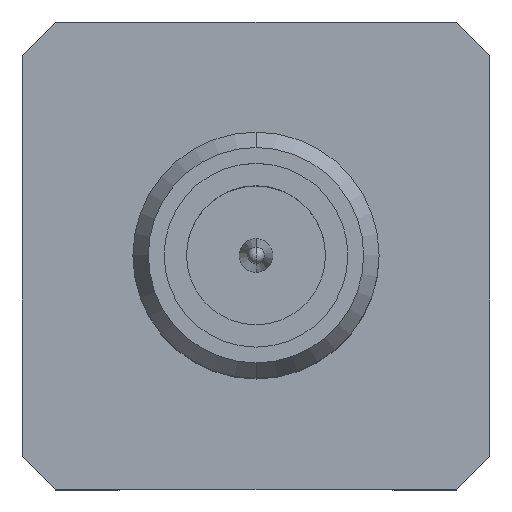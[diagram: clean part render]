
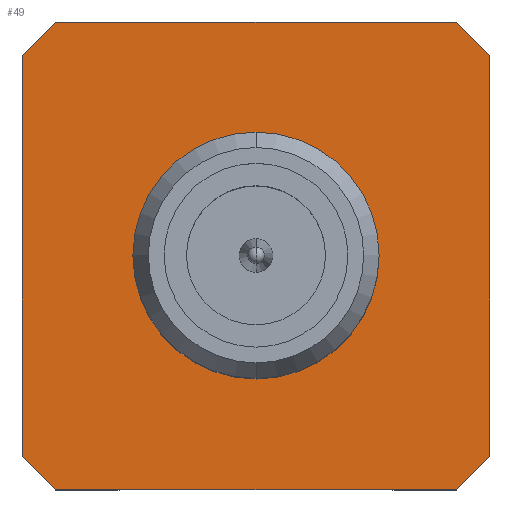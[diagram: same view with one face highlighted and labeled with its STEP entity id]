
A CAD part, top view. The second image highlights one B-rep face of the part: STEP entity #49.
In plain terms, the highlighted planar face has unit normal (0, 0, 1).
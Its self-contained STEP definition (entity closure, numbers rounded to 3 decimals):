
#49=ADVANCED_FACE('',(#119,#120),#121,.F.);
#119=FACE_OUTER_BOUND('',#256,.T.);
#120=FACE_BOUND('',#257,.T.);
#121=PLANE('',#258);
#256=EDGE_LOOP('',(#408,#409,#410,#411,#412,#413,#414,#415));
#257=EDGE_LOOP('',(#416,#417));
#258=AXIS2_PLACEMENT_3D('',#418,#419,#420);
#408=ORIENTED_EDGE('',*,*,#920,.F.);
#409=ORIENTED_EDGE('',*,*,#921,.T.);
#410=ORIENTED_EDGE('',*,*,#922,.F.);
#411=ORIENTED_EDGE('',*,*,#923,.T.);
#412=ORIENTED_EDGE('',*,*,#924,.F.);
#413=ORIENTED_EDGE('',*,*,#925,.T.);
#414=ORIENTED_EDGE('',*,*,#926,.F.);
#415=ORIENTED_EDGE('',*,*,#927,.T.);
#416=ORIENTED_EDGE('',*,*,#928,.F.);
#417=ORIENTED_EDGE('',*,*,#919,.F.);
#418=CARTESIAN_POINT('',(0.0,0.0,-5.8));
#419=DIRECTION('',(0.0,0.0,-1.0));
#420=DIRECTION('',(0.0,-1.0,0.0));
#919=EDGE_CURVE('',#1089,#1084,#1091,.T.);
#920=EDGE_CURVE('',#1092,#1093,#1094,.T.);
#921=EDGE_CURVE('',#1092,#1095,#1096,.T.);
#922=EDGE_CURVE('',#1097,#1095,#1098,.T.);
#923=EDGE_CURVE('',#1097,#1099,#1100,.T.);
#924=EDGE_CURVE('',#1101,#1099,#1102,.T.);
#925=EDGE_CURVE('',#1101,#1103,#1104,.T.);
#926=EDGE_CURVE('',#1105,#1103,#1106,.T.);
#927=EDGE_CURVE('',#1105,#1093,#1107,.T.);
#928=EDGE_CURVE('',#1084,#1089,#1108,.T.);
#1084=VERTEX_POINT('',#1352);
#1089=VERTEX_POINT('',#1358);
#1091=CIRCLE('',#1361,1.843);
#1092=VERTEX_POINT('',#1362);
#1093=VERTEX_POINT('',#1363);
#1094=LINE('',#1364,#1365);
#1095=VERTEX_POINT('',#1366);
#1096=LINE('',#1367,#1368);
#1097=VERTEX_POINT('',#1369);
#1098=LINE('',#1370,#1371);
#1099=VERTEX_POINT('',#1372);
#1100=LINE('',#1373,#1374);
#1101=VERTEX_POINT('',#1375);
#1102=LINE('',#1376,#1377);
#1103=VERTEX_POINT('',#1378);
#1104=LINE('',#1379,#1380);
#1105=VERTEX_POINT('',#1381);
#1106=LINE('',#1382,#1383);
#1107=LINE('',#1384,#1385);
#1108=CIRCLE('',#1386,1.843);
#1352=CARTESIAN_POINT('',(0.0,-1.843,-5.8));
#1358=CARTESIAN_POINT('',(0.0,1.843,-5.8));
#1361=AXIS2_PLACEMENT_3D('',#1743,#1744,#1745);
#1362=CARTESIAN_POINT('',(3.0,-3.5,-5.8));
#1363=CARTESIAN_POINT('',(-3.0,-3.5,-5.8));
#1364=CARTESIAN_POINT('',(3.0,-3.5,-5.8));
#1365=VECTOR('',#1746,6.0);
#1366=CARTESIAN_POINT('',(3.5,-3.0,-5.8));
#1367=CARTESIAN_POINT('',(3.0,-3.5,-5.8));
#1368=VECTOR('',#1747,0.707);
#1369=CARTESIAN_POINT('',(3.5,3.0,-5.8));
#1370=CARTESIAN_POINT('',(3.5,3.0,-5.8));
#1371=VECTOR('',#1748,6.0);
#1372=CARTESIAN_POINT('',(3.0,3.5,-5.8));
#1373=CARTESIAN_POINT('',(3.5,3.0,-5.8));
#1374=VECTOR('',#1749,0.707);
#1375=CARTESIAN_POINT('',(-3.0,3.5,-5.8));
#1376=CARTESIAN_POINT('',(-3.0,3.5,-5.8));
#1377=VECTOR('',#1750,6.0);
#1378=CARTESIAN_POINT('',(-3.5,3.0,-5.8));
#1379=CARTESIAN_POINT('',(-3.0,3.5,-5.8));
#1380=VECTOR('',#1751,0.707);
#1381=CARTESIAN_POINT('',(-3.5,-3.0,-5.8));
#1382=CARTESIAN_POINT('',(-3.5,-3.0,-5.8));
#1383=VECTOR('',#1752,6.0);
#1384=CARTESIAN_POINT('',(-3.5,-3.0,-5.8));
#1385=VECTOR('',#1753,0.707);
#1386=AXIS2_PLACEMENT_3D('',#1754,#1755,#1756);
#1743=CARTESIAN_POINT('',(0.0,0.0,-5.8));
#1744=DIRECTION('',(0.0,-0.0,1.0));
#1745=DIRECTION('',(0.0,1.0,0.0));
#1746=DIRECTION('',(-1.0,0.0,0.0));
#1747=DIRECTION('',(0.707,0.707,0.0));
#1748=DIRECTION('',(0.0,-1.0,0.0));
#1749=DIRECTION('',(-0.707,0.707,0.0));
#1750=DIRECTION('',(1.0,0.0,0.0));
#1751=DIRECTION('',(-0.707,-0.707,0.0));
#1752=DIRECTION('',(0.0,1.0,0.0));
#1753=DIRECTION('',(0.707,-0.707,0.0));
#1754=CARTESIAN_POINT('',(0.0,0.0,-5.8));
#1755=DIRECTION('',(0.0,0.0,1.0));
#1756=DIRECTION('',(0.0,-1.0,0.0));
